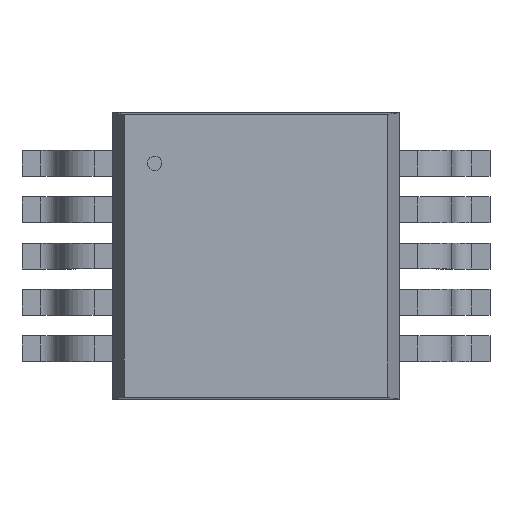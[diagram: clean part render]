
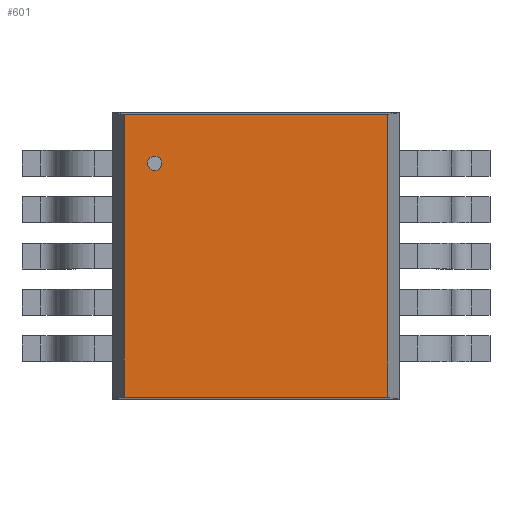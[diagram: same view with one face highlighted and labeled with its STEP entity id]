
A CAD part, top view. The second image highlights one B-rep face of the part: STEP entity #601.
In plain terms, the highlighted planar face has unit normal (0, 0, 1).
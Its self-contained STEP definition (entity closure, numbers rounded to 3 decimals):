
#46 = CARTESIAN_POINT ( 'NONE',  ( 1.422, 1.524, 1.092 ) ) ;
#99 = DIRECTION ( 'NONE',  ( 0., 0., 1. ) ) ;
#165 = CARTESIAN_POINT ( 'NONE',  ( 1.422, 1.524, 1.092 ) ) ;
#190 = CARTESIAN_POINT ( 'NONE',  ( 1.422, -0.508, 1.092 ) ) ;
#195 = CARTESIAN_POINT ( 'NONE',  ( 1.422, -1.524, 1.092 ) ) ;
#297 = CARTESIAN_POINT ( 'NONE',  ( 1.422, 0.508, 1.092 ) ) ;
#384 = B_SPLINE_CURVE_WITH_KNOTS ( 'NONE', 3,
 ( #165, #297, #190, #195 ),
 .UNSPECIFIED., .F., .F.,
 ( 4, 4 ),
 ( 0., 1. ),
 .UNSPECIFIED. ) ;
#501 = EDGE_CURVE ( 'NONE', #1550, #4256, #3972, .T. ) ;
#601 = ADVANCED_FACE ( 'NONE', ( #2518 ), #4912, .T. ) ;
#666 = CARTESIAN_POINT ( 'NONE',  ( -1.422, 0.508, 1.092 ) ) ;
#694 = B_SPLINE_CURVE_WITH_KNOTS ( 'NONE', 3,
 ( #4684, #1485, #666, #3489 ),
 .UNSPECIFIED., .F., .F.,
 ( 4, 4 ),
 ( 0., 1. ),
 .UNSPECIFIED. ) ;
#887 = ORIENTED_EDGE ( 'NONE', *, *, #3485, .F. ) ;
#989 = CARTESIAN_POINT ( 'NONE',  ( 1.422, 1.524, 1.092 ) ) ;
#1140 = CARTESIAN_POINT ( 'NONE',  ( -0.474, -1.524, 1.092 ) ) ;
#1236 = CARTESIAN_POINT ( 'NONE',  ( -1.422, 1.524, 1.092 ) ) ;
#1387 = EDGE_CURVE ( 'NONE', #4256, #3598, #384, .T. ) ;
#1453 = VERTEX_POINT ( 'NONE', #2775 ) ;
#1485 = CARTESIAN_POINT ( 'NONE',  ( -1.422, -0.508, 1.092 ) ) ;
#1550 = VERTEX_POINT ( 'NONE', #2409 ) ;
#2139 = ORIENTED_EDGE ( 'NONE', *, *, #501, .F. ) ;
#2361 = CARTESIAN_POINT ( 'NONE',  ( 1.422, -1.524, 1.092 ) ) ;
#2409 = CARTESIAN_POINT ( 'NONE',  ( -1.422, 1.524, 1.092 ) ) ;
#2486 = CARTESIAN_POINT ( 'NONE',  ( 0.474, 1.524, 1.092 ) ) ;
#2518 = FACE_OUTER_BOUND ( 'NONE', #3000, .T. ) ;
#2775 = CARTESIAN_POINT ( 'NONE',  ( -1.422, -1.524, 1.092 ) ) ;
#2861 = CARTESIAN_POINT ( 'NONE',  ( -0.474, 1.524, 1.092 ) ) ;
#2932 = DIRECTION ( 'NONE',  ( 1., 0., 0. ) ) ;
#3000 = EDGE_LOOP ( 'NONE', ( #2139, #3108, #887, #4709 ) ) ;
#3108 = ORIENTED_EDGE ( 'NONE', *, *, #3845, .F. ) ;
#3157 = CARTESIAN_POINT ( 'NONE',  ( 0.474, -1.524, 1.092 ) ) ;
#3292 = B_SPLINE_CURVE_WITH_KNOTS ( 'NONE', 3,
 ( #2361, #3157, #1140, #3950 ),
 .UNSPECIFIED., .F., .F.,
 ( 4, 4 ),
 ( 0., 1. ),
 .UNSPECIFIED. ) ;
#3319 = CARTESIAN_POINT ( 'NONE',  ( -1.422, -1.524, 1.092 ) ) ;
#3334 = CARTESIAN_POINT ( 'NONE',  ( 1.422, -1.524, 1.092 ) ) ;
#3485 = EDGE_CURVE ( 'NONE', #3598, #1453, #3292, .T. ) ;
#3489 = CARTESIAN_POINT ( 'NONE',  ( -1.422, 1.524, 1.092 ) ) ;
#3598 = VERTEX_POINT ( 'NONE', #3334 ) ;
#3845 = EDGE_CURVE ( 'NONE', #1453, #1550, #694, .T. ) ;
#3950 = CARTESIAN_POINT ( 'NONE',  ( -1.422, -1.524, 1.092 ) ) ;
#3972 = B_SPLINE_CURVE_WITH_KNOTS ( 'NONE', 3,
 ( #1236, #2861, #2486, #46 ),
 .UNSPECIFIED., .F., .F.,
 ( 4, 4 ),
 ( 0., 1. ),
 .UNSPECIFIED. ) ;
#4256 = VERTEX_POINT ( 'NONE', #989 ) ;
#4684 = CARTESIAN_POINT ( 'NONE',  ( -1.422, -1.524, 1.092 ) ) ;
#4709 = ORIENTED_EDGE ( 'NONE', *, *, #1387, .F. ) ;
#4763 = AXIS2_PLACEMENT_3D ( 'NONE', #3319, #99, #2932 ) ;
#4912 = PLANE ( 'NONE',  #4763 ) ;
